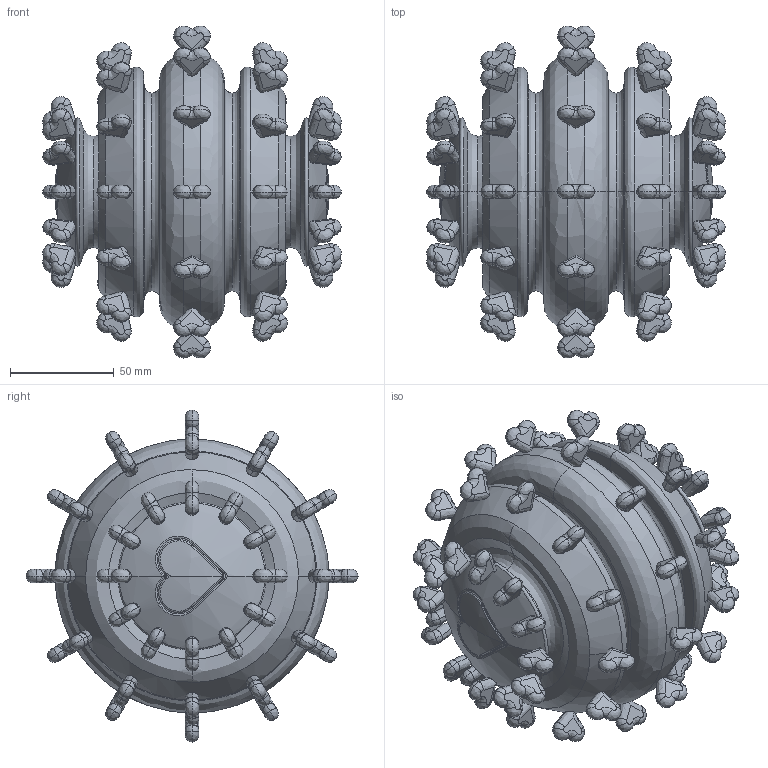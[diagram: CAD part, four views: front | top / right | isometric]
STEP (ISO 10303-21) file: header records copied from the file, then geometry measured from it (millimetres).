
FILE_DESCRIPTION(('FreeCAD Model'),'2;1');
FILE_NAME('Open CASCADE Shape Model','2025-05-04T08:56:38',('FreeCAD'),( 'FreeCAD'),'Open CASCADE STEP processor 7.6','FreeCAD','Unknown');
FILE_SCHEMA(('AUTOMOTIVE_DESIGN { 1 0 10303 214 1 1 1 1 }'));
Products named in the file (1): Open CASCADE STEP translator 7.6 1
Bounding box: 143.77 x 159.89 x 159.89 mm (x, y, z)
Volume: 1094538.5 mm3; surface area: 105747.3 mm2
Topology: 1 solids, 1 shells, 1075 faces, 2620 edges, 1593 vertices
Faces by surface type: bspline 1075
Entity records: 35918 total; most frequent: CARTESIAN_POINT 22334, ORIENTED_EDGE 5236, EDGE_CURVE 2618, VERTEX_POINT 1593, FACE_BOUND 1123, EDGE_LOOP 1123, ADVANCED_FACE 1075, B_SPLINE_CURVE_WITH_KNOTS 679
